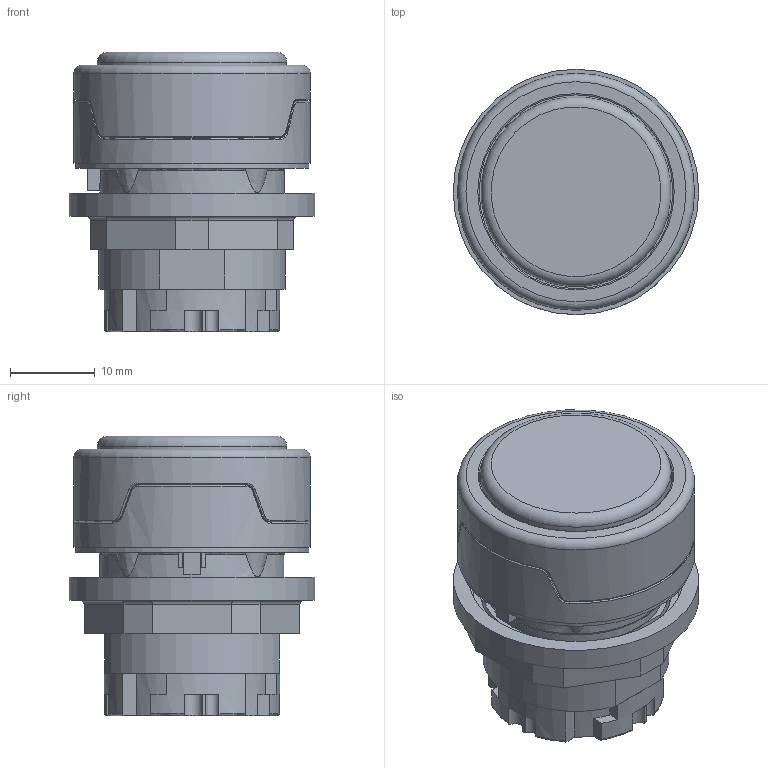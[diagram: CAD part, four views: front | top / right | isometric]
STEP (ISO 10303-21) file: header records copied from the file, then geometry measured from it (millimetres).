
FILE_DESCRIPTION(/* description */ (''),/* implementation_level */ '2;1');
FILE_NAME(/* name */ 'RMCTM.stp',/* time_stamp */ '2020-11-12T13:33:22+01:00',/* author */ ('thagel'),/* organization */ (''),/* preprocessor_version */ 'ST-DEVELOPER v17.2',/* originating_system */ 'Autodesk Inventor 2019',/* authorisation */ '');
FILE_SCHEMA (('AUTOMOTIVE_DESIGN { 1 0 10303 214 3 1 1 }'));
Length unit declared in the file: millimetre
Products named in the file (1): RMCTM
Bounding box: 29 x 29 x 33.05 mm (x, y, z)
Volume: 15302.9 mm3; surface area: 7853.7 mm2
Topology: 1 solids, 3 shells, 337 faces, 893 edges, 577 vertices
Faces by surface type: plane 133, cylinder 116, torus 46, bspline 26, cone 16
Full cylindrical faces by diameter (mm): 17.845 x3, 18 x1, 18.6 x1, 19.2 x1, 19.75 x1, 20.75 x1, 21.45 x1, 21.85 x1, 22.45 x1, 22.6 x1, 22.9 x2, 25.35 x1, 26 x1, 26.669 x1, 27.65 x1, 28 x2, 29 x1
Entity records: 12035 total; most frequent: CARTESIAN_POINT 3513, DIRECTION 1836, ORIENTED_EDGE 1786, EDGE_CURVE 893, AXIS2_PLACEMENT_3D 746, VERTEX_POINT 577, CIRCLE 394, EDGE_LOOP 362
